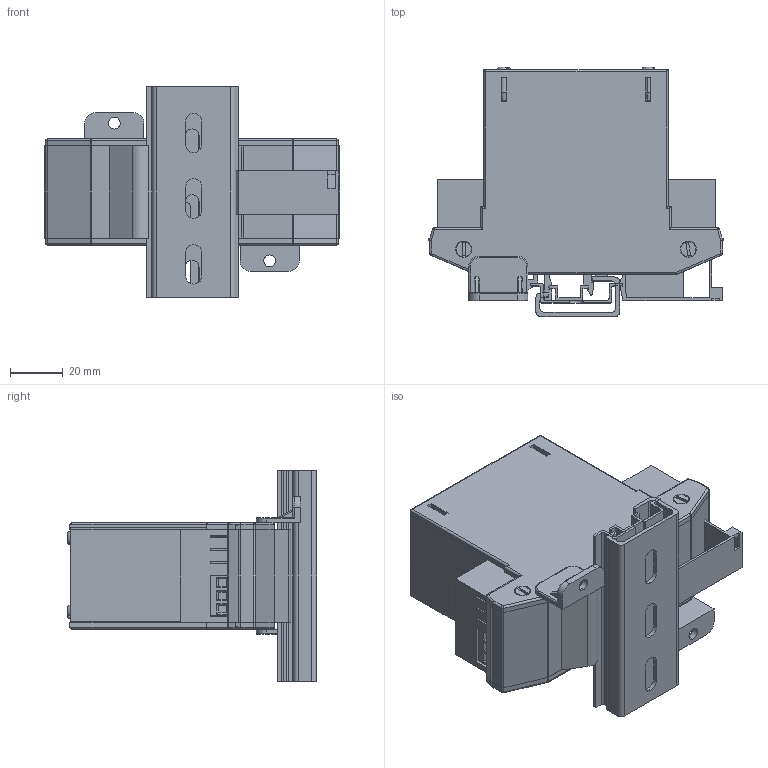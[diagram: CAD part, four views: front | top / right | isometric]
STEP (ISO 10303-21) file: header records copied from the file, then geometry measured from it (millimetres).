
FILE_DESCRIPTION (( 'STEP AP214' ), '1' );
FILE_NAME ('UEC-035.STEP', '2022-01-17T12:13:17', ( '' ), ( '' ), 'SwSTEP 2.0', 'SolidWorks 2017', '' );
FILE_SCHEMA (( 'AUTOMOTIVE_DESIGN' ));
Length unit declared in the file: millimetre
Products named in the file (44): Rail-35-35; High Bracket UBRH; Euro fixed Terminal-3Way; Top cover 35; End Piece UE; Rail-15-35; Terminal Cover-UEC-035; End Plate Screw; Top Cover Screw; Vertical PCB UE; Base PCB UEC 035; Pin 035; Rail-G-35 Profile; Foot Piece; Horizontal PCB UE-035; UEC-035
Assembly tree (28 placements, depth 2):
  Rail-35-35
  High Bracket UBRH
  Rail-15-35
  End Plate Screw
  Top Cover Screw
Bounding box: 112.5 x 94.8 x 80 mm (x, y, z)
Volume: 112559.4 mm3; surface area: 142162.3 mm2
Topology: 28 solids, 28 shells, 1706 faces, 4552 edges, 2956 vertices
Faces by surface type: plane 1114, cylinder 460, torus 60, cone 52, bspline 16, sphere 4
Entity records: 32482 total; most frequent: CARTESIAN_POINT 5767, ORIENTED_EDGE 5376, DIRECTION 5342, EDGE_CURVE 2688, VECTOR 1946, LINE 1946, VERTEX_POINT 1751, AXIS2_PLACEMENT_3D 1698
